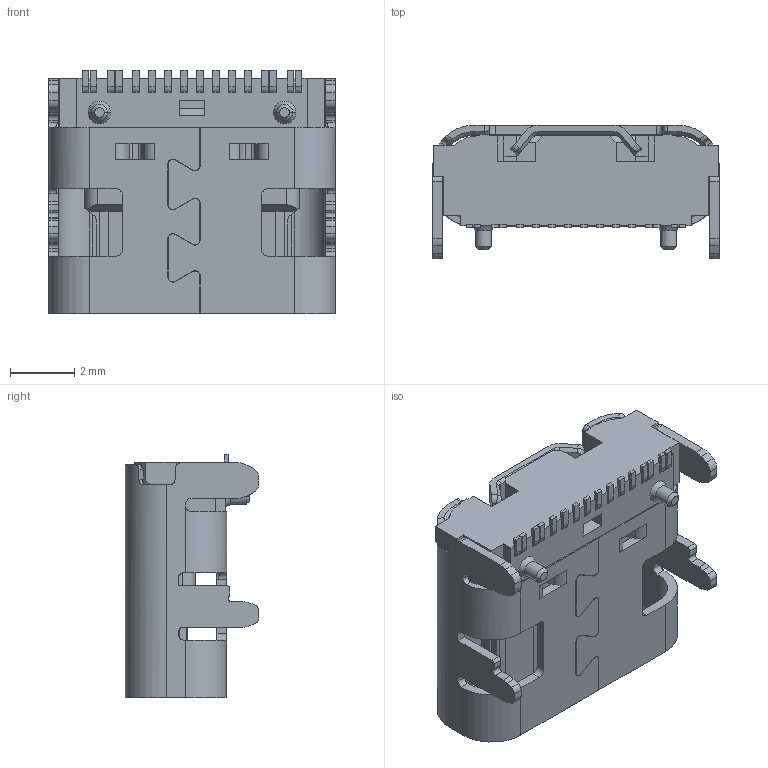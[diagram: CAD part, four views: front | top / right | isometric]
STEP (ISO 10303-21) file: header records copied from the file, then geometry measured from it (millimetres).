
FILE_DESCRIPTION((''),'2;1');
FILE_NAME('10155435','2021-12-15T',('tangty'),('AFCI'),'CREO PARAMETRIC BY PTC INC, 2016130','CREO PARAMETRIC BY PTC INC, 2016130','');
FILE_SCHEMA(('CONFIG_CONTROL_DESIGN'));
Length unit declared in the file: millimetre
Products named in the file (1): 10155435
Bounding box: 8.94 x 4.16 x 7.6 mm (x, y, z)
Volume: 113.9 mm3; surface area: 478 mm2
Topology: 1 solids, 1 shells, 686 faces, 2034 edges, 1317 vertices
Faces by surface type: plane 486, cylinder 168, cone 26, bspline 6
Entity records: 23321 total; most frequent: CARTESIAN_POINT 4735, ORIENTED_EDGE 4068, DIRECTION 3681, EDGE_CURVE 2034, VECTOR 1591, LINE 1591, VERTEX_POINT 1317, AXIS2_PLACEMENT_3D 1045
